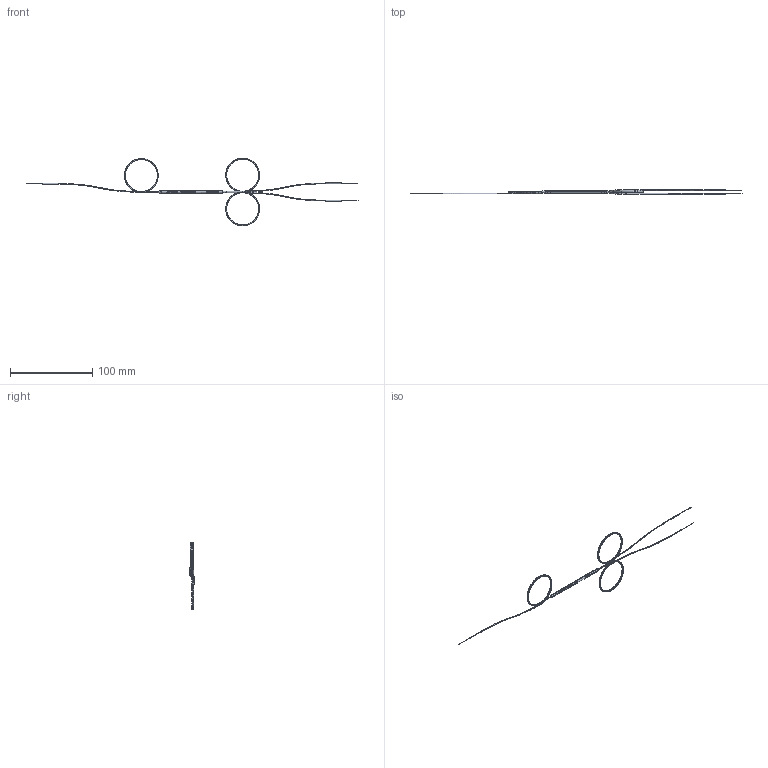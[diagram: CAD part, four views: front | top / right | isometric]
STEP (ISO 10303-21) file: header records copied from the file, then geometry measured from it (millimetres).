
FILE_DESCRIPTION (( 'STEP AP203' ), '1' );
FILE_NAME ('TTN157411-E0W.STEP', '2018-06-13T19:11:45', ( '' ), ( '' ), 'SwSTEP 2.0', 'SolidWorks 2014', '' );
FILE_SCHEMA (( 'CONFIG_CONTROL_DESIGN' ));
Length unit declared in the file: millimetre
Products named in the file (12): TTN157411-E0W; LA000PLBTTW; LA000PLBTTB; DWG1529; PANDA 1550_40; DWG1528; DWG1540; LA000PLBTTR; PANDA 1550_60; DWG1751_45-2mm; DWG1553; DWG1631_75mm
Assembly tree (14 placements, depth 2):
  TTN157411-E0W
    DWG1751_45-2mm
    PANDA 1550_60  x2
    DWG1631_75mm
    DWG1528
    DWG1553
    DWG1540
    DWG1529
    LA000PLBTTB
    LA000PLBTTW
    LA000PLBTTR
    PANDA 1550_40  x3
Bounding box: 403 x 5.1 x 81.85 mm (x, y, z)
Volume: 837.7 mm3; surface area: 7396.9 mm2
Topology: 14 solids, 14 shells, 253 faces, 1141 edges, 1006 vertices
Faces by surface type: cylinder 152, plane 41, bspline 34, cone 15, torus 11
Entity records: 25115 total; most frequent: CARTESIAN_POINT 14938, ORIENTED_EDGE 2246, DIRECTION 1374, EDGE_CURVE 1123, VERTEX_POINT 994, AXIS2_PLACEMENT_3D 549, B_SPLINE_CURVE_WITH_KNOTS 510, EDGE_LOOP 347
